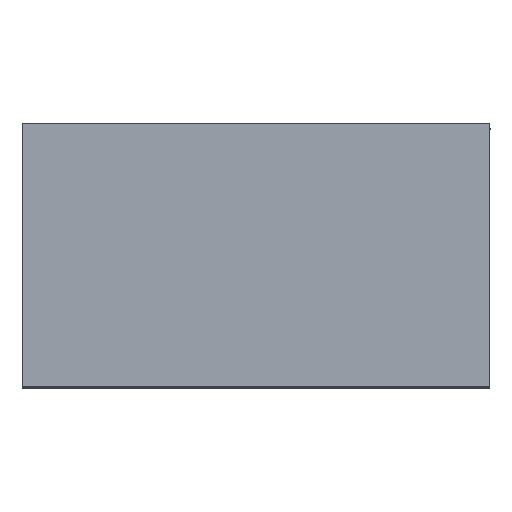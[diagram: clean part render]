
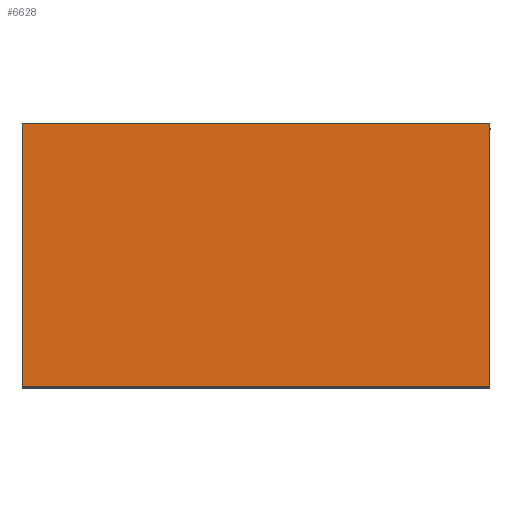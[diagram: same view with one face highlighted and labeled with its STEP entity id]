
A CAD part, top view. The second image highlights one B-rep face of the part: STEP entity #6628.
In plain terms, the highlighted planar face has unit normal (0, 0, 1).
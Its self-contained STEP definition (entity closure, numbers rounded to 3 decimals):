
#224 = EDGE_LOOP ( 'NONE', ( #2403, #1037, #6456, #6328 ) ) ;
#234 = CARTESIAN_POINT ( 'NONE',  ( 0.4, 0.225, 0.8 ) ) ;
#383 = VECTOR ( 'NONE', #680, 1000. ) ;
#533 = CARTESIAN_POINT ( 'NONE',  ( 0.4, -0.225, 0.8 ) ) ;
#600 = CARTESIAN_POINT ( 'NONE',  ( -0.4, -0.225, 0.8 ) ) ;
#632 = CARTESIAN_POINT ( 'NONE',  ( -0.4, 0.225, 0.8 ) ) ;
#659 = EDGE_CURVE ( 'NONE', #2720, #6635, #5970, .T. ) ;
#680 = DIRECTION ( 'NONE',  ( -1., 0., 0. ) ) ;
#1037 = ORIENTED_EDGE ( 'NONE', *, *, #4841, .F. ) ;
#1098 = VECTOR ( 'NONE', #5391, 1000. ) ;
#1250 = VECTOR ( 'NONE', #5896, 1000. ) ;
#1299 = LINE ( 'NONE', #5410, #1250 ) ;
#1640 = DIRECTION ( 'NONE',  ( 0., 0., -1. ) ) ;
#1815 = CARTESIAN_POINT ( 'NONE',  ( -0.4, 0.225, 0.8 ) ) ;
#2403 = ORIENTED_EDGE ( 'NONE', *, *, #659, .T. ) ;
#2720 = VERTEX_POINT ( 'NONE', #632 ) ;
#2780 = PLANE ( 'NONE',  #5631 ) ;
#3637 = EDGE_CURVE ( 'NONE', #6675, #2720, #3864, .T. ) ;
#3785 = CARTESIAN_POINT ( 'NONE',  ( 0.4, 0.225, 0.8 ) ) ;
#3864 = LINE ( 'NONE', #234, #383 ) ;
#4337 = CARTESIAN_POINT ( 'NONE',  ( 0.4, 0.225, 0.8 ) ) ;
#4708 = VECTOR ( 'NONE', #5253, 1000. ) ;
#4756 = LINE ( 'NONE', #533, #4708 ) ;
#4779 = DIRECTION ( 'NONE',  ( -1., 0., 0. ) ) ;
#4841 = EDGE_CURVE ( 'NONE', #6053, #6635, #4756, .T. ) ;
#4913 = EDGE_CURVE ( 'NONE', #6675, #6053, #1299, .T. ) ;
#5253 = DIRECTION ( 'NONE',  ( -1., 0., 0. ) ) ;
#5391 = DIRECTION ( 'NONE',  ( 0., -1., 0. ) ) ;
#5410 = CARTESIAN_POINT ( 'NONE',  ( 0.4, 0.225, 0.8 ) ) ;
#5631 = AXIS2_PLACEMENT_3D ( 'NONE', #3785, #1640, #4779 ) ;
#5824 = FACE_OUTER_BOUND ( 'NONE', #224, .T. ) ;
#5896 = DIRECTION ( 'NONE',  ( 0., -1., 0. ) ) ;
#5970 = LINE ( 'NONE', #1815, #1098 ) ;
#6053 = VERTEX_POINT ( 'NONE', #6483 ) ;
#6328 = ORIENTED_EDGE ( 'NONE', *, *, #3637, .T. ) ;
#6456 = ORIENTED_EDGE ( 'NONE', *, *, #4913, .F. ) ;
#6483 = CARTESIAN_POINT ( 'NONE',  ( 0.4, -0.225, 0.8 ) ) ;
#6628 = ADVANCED_FACE ( 'NONE', ( #5824 ), #2780, .F. ) ;
#6635 = VERTEX_POINT ( 'NONE', #600 ) ;
#6675 = VERTEX_POINT ( 'NONE', #4337 ) ;
